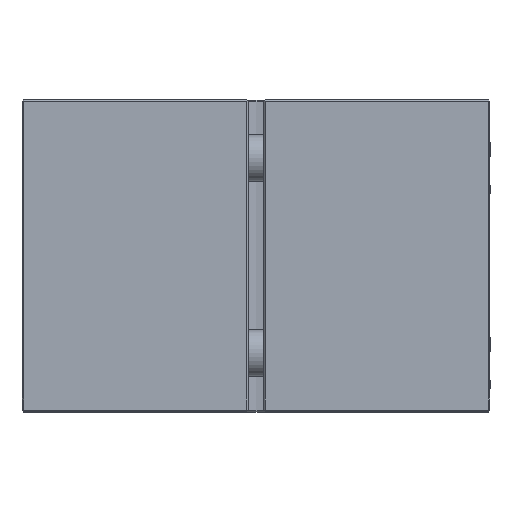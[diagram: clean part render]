
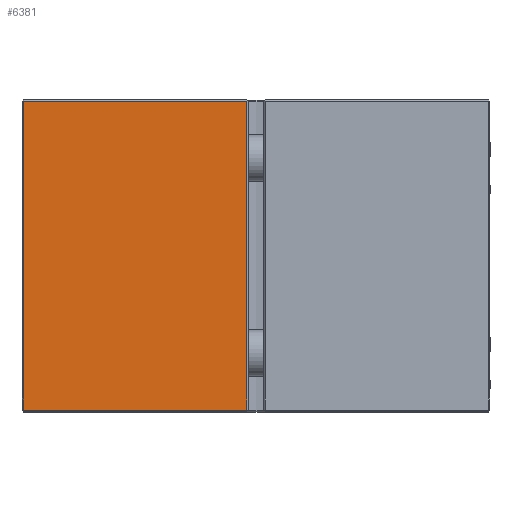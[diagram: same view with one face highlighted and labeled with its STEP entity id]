
A CAD part, top view. The second image highlights one B-rep face of the part: STEP entity #6381.
In plain terms, the highlighted planar face has unit normal (0, 0, 1).
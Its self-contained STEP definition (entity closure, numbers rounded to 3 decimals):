
#125=PLANE('',#6784);
#402=FACE_OUTER_BOUND('',#760,.T.);
#760=EDGE_LOOP('',(#4787,#4788,#4789,#4790));
#1722=LINE('',#15992,#2097);
#1727=LINE('',#16002,#2102);
#1731=LINE('',#16010,#2106);
#1732=LINE('',#16011,#2107);
#2097=VECTOR('',#7657,10.);
#2102=VECTOR('',#7664,10.);
#2106=VECTOR('',#7670,10.);
#2107=VECTOR('',#7671,10.);
#2717=VERTEX_POINT('',#15989);
#2718=VERTEX_POINT('',#15991);
#2722=VERTEX_POINT('',#16001);
#2725=VERTEX_POINT('',#16009);
#3571=EDGE_CURVE('',#2717,#2718,#1722,.T.);
#3576=EDGE_CURVE('',#2718,#2722,#1727,.T.);
#3580=EDGE_CURVE('',#2725,#2717,#1731,.T.);
#3581=EDGE_CURVE('',#2722,#2725,#1732,.T.);
#4787=ORIENTED_EDGE('',*,*,#3571,.F.);
#4788=ORIENTED_EDGE('',*,*,#3580,.F.);
#4789=ORIENTED_EDGE('',*,*,#3581,.F.);
#4790=ORIENTED_EDGE('',*,*,#3576,.F.);
#6381=ADVANCED_FACE('',(#402),#125,.T.);
#6784=AXIS2_PLACEMENT_3D('',#16008,#7668,#7669);
#7657=DIRECTION('',(0.,-1.,0.));
#7664=DIRECTION('',(-1.,0.,0.));
#7668=DIRECTION('center_axis',(0.,0.,1.));
#7669=DIRECTION('ref_axis',(1.,0.,0.));
#7670=DIRECTION('',(1.,0.,0.));
#7671=DIRECTION('',(0.,1.,0.));
#15989=CARTESIAN_POINT('',(28.8,39.8,0.));
#15991=CARTESIAN_POINT('',(28.8,0.2,0.));
#15992=CARTESIAN_POINT('',(28.8,30.,0.));
#16001=CARTESIAN_POINT('',(0.2,0.2,0.));
#16002=CARTESIAN_POINT('',(45.,0.2,0.));
#16008=CARTESIAN_POINT('Origin',(30.,20.,0.));
#16009=CARTESIAN_POINT('',(0.2,39.8,0.));
#16010=CARTESIAN_POINT('',(15.,39.8,0.));
#16011=CARTESIAN_POINT('',(0.2,10.,0.));
